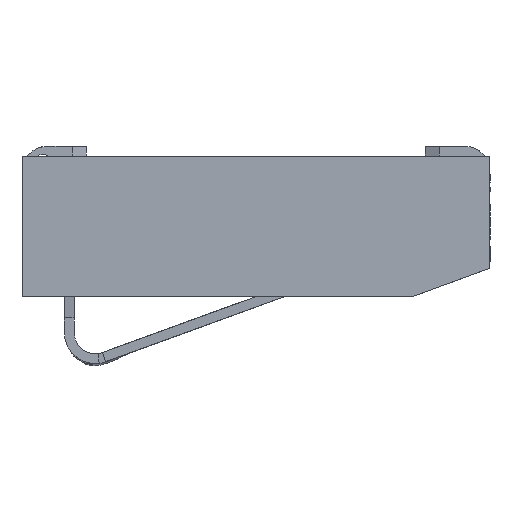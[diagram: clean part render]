
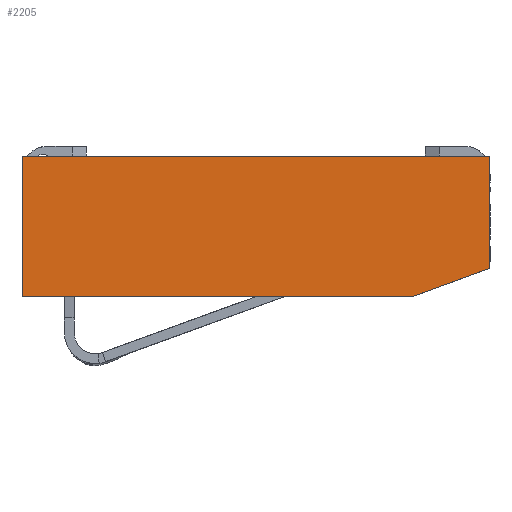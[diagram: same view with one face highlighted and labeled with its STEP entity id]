
A CAD part, left-side view. The second image highlights one B-rep face of the part: STEP entity #2205.
In plain terms, the highlighted planar face has unit normal (-1, 0, 0).
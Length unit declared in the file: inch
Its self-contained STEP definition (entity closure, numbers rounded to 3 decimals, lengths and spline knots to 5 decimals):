
#78 = AXIS2_PLACEMENT_3D ( 'NONE', #2831, #18575, #23102 ) ;
#1892 = CARTESIAN_POINT ( 'NONE',  ( -0.2485, 0., 0.05 ) ) ;
#2205 = ADVANCED_FACE ( 'NONE', ( #27394 ), #14031, .T. ) ;
#2658 = EDGE_LOOP ( 'NONE', ( #13742, #8218, #13803, #29029, #15845 ) ) ;
#2831 = CARTESIAN_POINT ( 'NONE',  ( -0.2485, 0.1863, -0.05 ) ) ;
#2908 = LINE ( 'NONE', #20685, #21333 ) ;
#3387 = LINE ( 'NONE', #12069, #20232 ) ;
#5420 = DIRECTION ( 'NONE',  ( 0., -0.94, 0.342 ) ) ;
#5923 = EDGE_CURVE ( 'NONE', #21467, #8333, #6341, .T. ) ;
#6341 = LINE ( 'NONE', #1892, #18454 ) ;
#6538 = VERTEX_POINT ( 'NONE', #8326 ) ;
#7569 = CARTESIAN_POINT ( 'NONE',  ( -0.2485, 0.1863, -0.05 ) ) ;
#7823 = DIRECTION ( 'NONE',  ( 0., 0., 1. ) ) ;
#8218 = ORIENTED_EDGE ( 'NONE', *, *, #9437, .T. ) ;
#8326 = CARTESIAN_POINT ( 'NONE',  ( -0.2485, -0.1477, -0.03 ) ) ;
#8333 = VERTEX_POINT ( 'NONE', #23634 ) ;
#9437 = EDGE_CURVE ( 'NONE', #11034, #6538, #2908, .T. ) ;
#10187 = LINE ( 'NONE', #17080, #22356 ) ;
#10222 = VERTEX_POINT ( 'NONE', #20557 ) ;
#10377 = VECTOR ( 'NONE', #27686, 39.37008 ) ;
#11034 = VERTEX_POINT ( 'NONE', #13909 ) ;
#12069 = CARTESIAN_POINT ( 'NONE',  ( -0.2485, -0.1477, -0.05 ) ) ;
#13742 = ORIENTED_EDGE ( 'NONE', *, *, #15392, .T. ) ;
#13803 = ORIENTED_EDGE ( 'NONE', *, *, #18952, .T. ) ;
#13909 = CARTESIAN_POINT ( 'NONE',  ( -0.2485, -0.09275, -0.05 ) ) ;
#14031 = PLANE ( 'NONE',  #78 ) ;
#15392 = EDGE_CURVE ( 'NONE', #10222, #11034, #10187, .T. ) ;
#15845 = ORIENTED_EDGE ( 'NONE', *, *, #24313, .T. ) ;
#17080 = CARTESIAN_POINT ( 'NONE',  ( -0.2485, 0.1863, -0.05 ) ) ;
#18454 = VECTOR ( 'NONE', #19837, 39.37008 ) ;
#18575 = DIRECTION ( 'NONE',  ( -1., 0., 0. ) ) ;
#18856 = DIRECTION ( 'NONE',  ( 0., -1., 0. ) ) ;
#18952 = EDGE_CURVE ( 'NONE', #6538, #8333, #3387, .T. ) ;
#19837 = DIRECTION ( 'NONE',  ( 0., -1., 0. ) ) ;
#20232 = VECTOR ( 'NONE', #7823, 39.37008 ) ;
#20557 = CARTESIAN_POINT ( 'NONE',  ( -0.2485, 0.1863, -0.05 ) ) ;
#20685 = CARTESIAN_POINT ( 'NONE',  ( -0.2485, -0.09275, -0.05 ) ) ;
#21333 = VECTOR ( 'NONE', #5420, 39.37008 ) ;
#21467 = VERTEX_POINT ( 'NONE', #24876 ) ;
#22356 = VECTOR ( 'NONE', #18856, 39.37008 ) ;
#23102 = DIRECTION ( 'NONE',  ( 0., 0., 1. ) ) ;
#23406 = LINE ( 'NONE', #7569, #10377 ) ;
#23634 = CARTESIAN_POINT ( 'NONE',  ( -0.2485, -0.1477, 0.05 ) ) ;
#24313 = EDGE_CURVE ( 'NONE', #21467, #10222, #23406, .T. ) ;
#24876 = CARTESIAN_POINT ( 'NONE',  ( -0.2485, 0.1863, 0.05 ) ) ;
#27394 = FACE_OUTER_BOUND ( 'NONE', #2658, .T. ) ;
#27686 = DIRECTION ( 'NONE',  ( 0., 0., -1. ) ) ;
#29029 = ORIENTED_EDGE ( 'NONE', *, *, #5923, .F. ) ;
